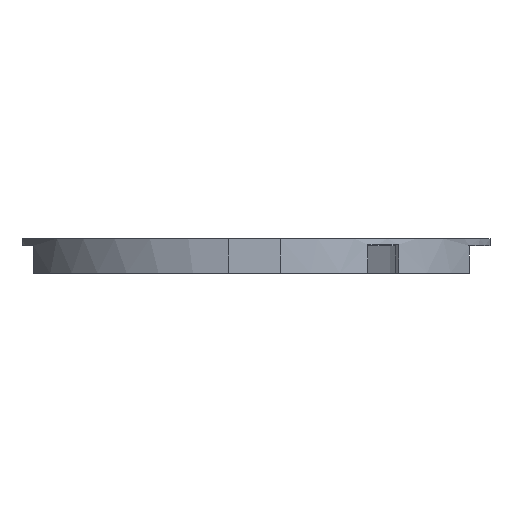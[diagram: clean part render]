
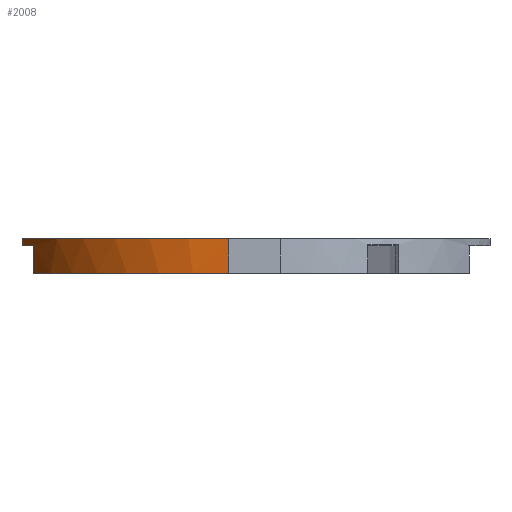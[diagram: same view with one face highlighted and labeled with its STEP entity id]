
A CAD part, left-side view. The second image highlights one B-rep face of the part: STEP entity #2008.
In plain terms, the highlighted cylindrical face has radius 49.82 mm (diameter 99.639 mm), a partial arc.
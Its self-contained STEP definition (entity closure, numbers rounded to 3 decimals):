
#34=CIRCLE('',#2111,49.82);
#43=CIRCLE('',#2125,49.82);
#59=CIRCLE('',#2156,49.82);
#87=CYLINDRICAL_SURFACE('',#2181,49.82);
#170=FACE_OUTER_BOUND('',#292,.T.);
#292=EDGE_LOOP('',(#1623,#1624,#1625,#1626,#1627,#1628));
#465=LINE('',#3177,#697);
#496=LINE('',#3254,#728);
#498=LINE('',#3259,#730);
#697=VECTOR('',#2502,10.);
#728=VECTOR('',#2587,10.);
#730=VECTOR('',#2595,10.);
#859=VERTEX_POINT('',#2932);
#860=VERTEX_POINT('',#2934);
#881=VERTEX_POINT('',#3002);
#882=VERTEX_POINT('',#3004);
#931=VERTEX_POINT('',#3175);
#934=VERTEX_POINT('',#3186);
#1059=EDGE_CURVE('',#859,#860,#34,.T.);
#1088=EDGE_CURVE('',#882,#881,#43,.T.);
#1155=EDGE_CURVE('',#881,#931,#465,.T.);
#1160=EDGE_CURVE('',#934,#931,#59,.T.);
#1192=EDGE_CURVE('',#934,#860,#496,.T.);
#1194=EDGE_CURVE('',#882,#859,#498,.T.);
#1623=ORIENTED_EDGE('',*,*,#1192,.T.);
#1624=ORIENTED_EDGE('',*,*,#1059,.F.);
#1625=ORIENTED_EDGE('',*,*,#1194,.F.);
#1626=ORIENTED_EDGE('',*,*,#1088,.T.);
#1627=ORIENTED_EDGE('',*,*,#1155,.T.);
#1628=ORIENTED_EDGE('',*,*,#1160,.F.);
#2008=ADVANCED_FACE('',(#170),#87,.T.);
#2111=AXIS2_PLACEMENT_3D('',#2935,#2350,#2351);
#2125=AXIS2_PLACEMENT_3D('',#3005,#2397,#2398);
#2156=AXIS2_PLACEMENT_3D('',#3188,#2514,#2515);
#2181=AXIS2_PLACEMENT_3D('',#3258,#2593,#2594);
#2350=DIRECTION('center_axis',(0.,0.,1.));
#2351=DIRECTION('ref_axis',(-1.,0.,0.));
#2397=DIRECTION('center_axis',(0.,0.,1.));
#2398=DIRECTION('ref_axis',(-1.,0.,0.));
#2502=DIRECTION('',(0.,0.,-1.));
#2514=DIRECTION('center_axis',(0.,0.,-1.));
#2515=DIRECTION('ref_axis',(-0.995,0.104,0.));
#2587=DIRECTION('',(0.,0.,1.));
#2593=DIRECTION('center_axis',(0.,0.,1.));
#2594=DIRECTION('ref_axis',(-1.,0.,0.));
#2595=DIRECTION('',(0.,0.,1.));
#2932=CARTESIAN_POINT('',(-13.342,48.,10.25));
#2934=CARTESIAN_POINT('',(-49.548,5.2,10.25));
#2935=CARTESIAN_POINT('Origin',(0.,0.,10.25));
#3002=CARTESIAN_POINT('',(-19.956,45.648,8.75));
#3004=CARTESIAN_POINT('',(-13.342,48.,8.75));
#3005=CARTESIAN_POINT('Origin',(0.,0.,8.75));
#3175=CARTESIAN_POINT('',(-19.956,45.648,3.));
#3177=CARTESIAN_POINT('',(-19.956,45.648,8.75));
#3186=CARTESIAN_POINT('',(-49.548,5.2,3.));
#3188=CARTESIAN_POINT('Origin',(0.,0.,
3.));
#3254=CARTESIAN_POINT('',(-49.548,5.2,8.75));
#3258=CARTESIAN_POINT('Origin',(0.,0.,8.75));
#3259=CARTESIAN_POINT('',(-13.342,48.,8.75));
